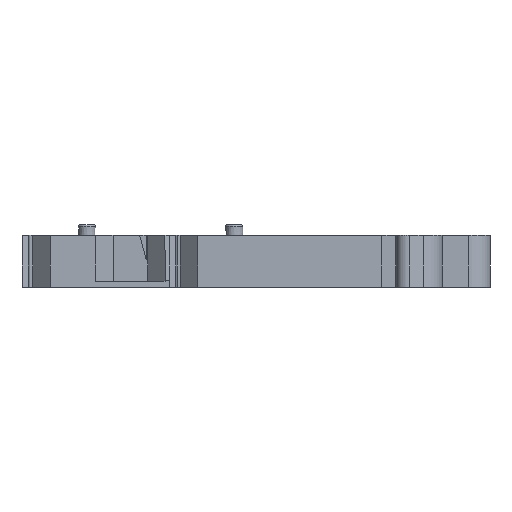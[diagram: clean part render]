
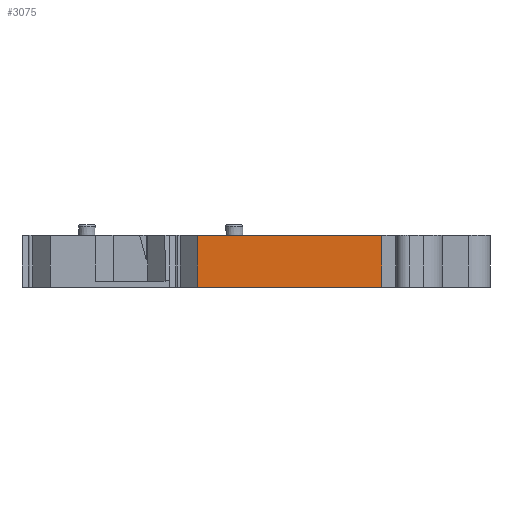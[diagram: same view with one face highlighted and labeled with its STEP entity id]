
A CAD part, left-side view. The second image highlights one B-rep face of the part: STEP entity #3075.
In plain terms, the highlighted planar face has unit normal (-1, 0, 0).
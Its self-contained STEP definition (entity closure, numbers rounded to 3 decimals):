
#440=ORIENTED_EDGE('',*,*,#1288,.F.);
#441=ORIENTED_EDGE('',*,*,#1179,.F.);
#442=ORIENTED_EDGE('',*,*,#1286,.T.);
#443=ORIENTED_EDGE('',*,*,#1289,.T.);
#1179=EDGE_CURVE('',#1608,#1609,#1898,.T.);
#1286=EDGE_CURVE('',#1608,#1702,#1979,.T.);
#1288=EDGE_CURVE('',#1609,#1703,#1981,.T.);
#1289=EDGE_CURVE('',#1702,#1703,#1982,.T.);
#1608=VERTEX_POINT('',#4663);
#1609=VERTEX_POINT('',#4665);
#1702=VERTEX_POINT('',#4867);
#1703=VERTEX_POINT('',#4872);
#1898=LINE('',#4664,#2239);
#1979=LINE('',#4868,#2320);
#1981=LINE('',#4871,#2322);
#1982=LINE('',#4873,#2323);
#2239=VECTOR('',#3718,1000.);
#2320=VECTOR('',#3857,1000.);
#2322=VECTOR('',#3861,1000.);
#2323=VECTOR('',#3862,1000.);
#2540=EDGE_LOOP('',(#440,#441,#442,#443));
#2756=FACE_BOUND('',#2540,.T.);
#2943=PLANE('',#3317);
#3075=ADVANCED_FACE('',(#2756),#2943,.F.);
#3317=AXIS2_PLACEMENT_3D('',#4870,#3859,#3860);
#3718=DIRECTION('',(0.,-1.,0.));
#3857=DIRECTION('',(0.,0.,-1.));
#3859=DIRECTION('',(1.,0.,0.));
#3860=DIRECTION('',(0.,1.,0.));
#3861=DIRECTION('',(0.,0.,-1.));
#3862=DIRECTION('',(0.,-1.,0.));
#4663=CARTESIAN_POINT('',(-25.,6.72,6.));
#4664=CARTESIAN_POINT('',(-25.,6.72,6.));
#4665=CARTESIAN_POINT('',(-25.,-14.53,6.));
#4867=CARTESIAN_POINT('',(-25.,6.72,0.));
#4868=CARTESIAN_POINT('',(-25.,6.72,6.));
#4870=CARTESIAN_POINT('',(-25.,6.72,6.));
#4871=CARTESIAN_POINT('',(-25.,-14.53,6.));
#4872=CARTESIAN_POINT('',(-25.,-14.53,0.));
#4873=CARTESIAN_POINT('',(-25.,6.72,0.));
